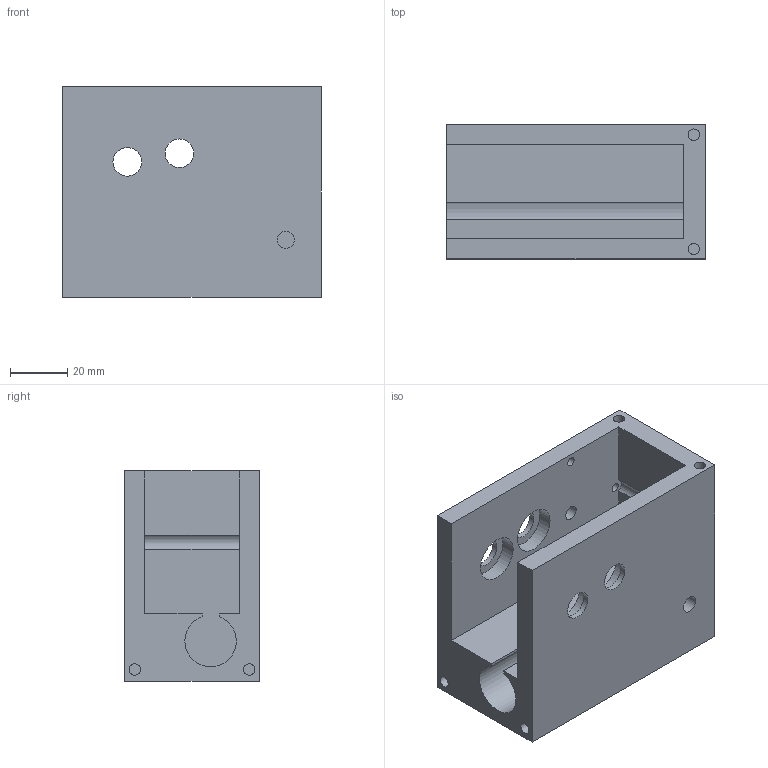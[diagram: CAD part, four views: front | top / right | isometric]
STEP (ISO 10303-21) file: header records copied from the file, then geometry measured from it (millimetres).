
FILE_DESCRIPTION(/* description */ ('STEP AP242 Edition 2','CAx-IF Rec.Pracs.---Representation and Presentation of Product Manufacturing Information (PMI)---4.0---2014-10-13','CAx-IF Rec.Pracs.---3D Tessellated Geometry---0.4---2014-09-14','2;1','CAx-IF Rec.Pracs.---User Defined Attributes---1.5---2016-08-15'),/* implementation_level */ '2;1');
FILE_NAME(/* name */ '696546dcfd12827003f6a78f',/* time_stamp */ '2026-01-12T19:09:17Z',/* author */ (''),/* organization */ (''),/* preprocessor_version */ 'ST-DEVELOPER v20',/* originating_system */ 'ONSHAPE BY PTC INC, 1.209',/* authorisation */ ' ');
FILE_SCHEMA (('AP242_MANAGED_MODEL_BASED_3D_ENGINEERING_MIM_LF { 1 0 10303 442 3 1 4 }'));
Length unit declared in the file: metre
Products named in the file (1): Part 1
Bounding box: 90.5 x 47 x 73.5 mm (x, y, z)
Volume: 147920.4 mm3; surface area: 42844.2 mm2
Topology: 1 solids, 1 shells, 48 faces, 110 edges, 76 vertices
Faces by surface type: plane 26, cylinder 22
Full cylindrical faces by diameter (mm): 3.15 x3, 4 x6, 5.15 x1, 6 x2, 10 x4, 16.1 x4
Entity records: 1264 total; most frequent: DIRECTION 224, CARTESIAN_POINT 199, ORIENTED_EDGE 164, EDGE_LOOP 96, FACE_BOUND 96, AXIS2_PLACEMENT_3D 93, EDGE_CURVE 82, VERTEX_POINT 68
